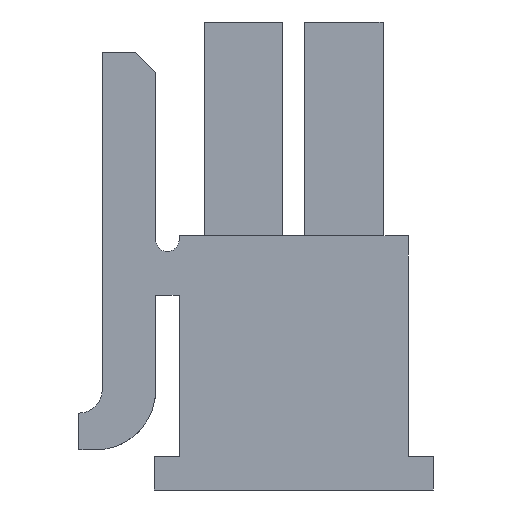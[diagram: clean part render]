
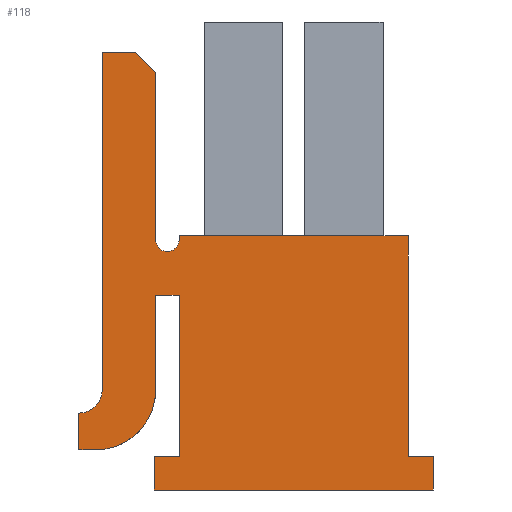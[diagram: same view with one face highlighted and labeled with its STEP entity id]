
A CAD part, front view. The second image highlights one B-rep face of the part: STEP entity #118.
In plain terms, the highlighted planar face has unit normal (0, -1, 0).
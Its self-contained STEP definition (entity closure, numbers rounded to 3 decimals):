
#118 = ADVANCED_FACE( '', ( #269 ), #270, .F. );
#269 = FACE_OUTER_BOUND( '', #452, .T. );
#270 = PLANE( '', #453 );
#452 = EDGE_LOOP( '', ( #733, #734, #735, #736, #737, #738, #739, #740, #741, #742, #743, #744, #745, #746, #747, #748, #749, #750, #751, #752 ) );
#453 = AXIS2_PLACEMENT_3D( '', #753, #754, #755 );
#733 = ORIENTED_EDGE( '', *, *, #1120, .F. );
#734 = ORIENTED_EDGE( '', *, *, #1204, .T. );
#735 = ORIENTED_EDGE( '', *, *, #1205, .F. );
#736 = ORIENTED_EDGE( '', *, *, #1206, .F. );
#737 = ORIENTED_EDGE( '', *, *, #1161, .T. );
#738 = ORIENTED_EDGE( '', *, *, #1207, .T. );
#739 = ORIENTED_EDGE( '', *, *, #1154, .T. );
#740 = ORIENTED_EDGE( '', *, *, #1208, .T. );
#741 = ORIENTED_EDGE( '', *, *, #1209, .T. );
#742 = ORIENTED_EDGE( '', *, *, #1187, .T. );
#743 = ORIENTED_EDGE( '', *, *, #1130, .T. );
#744 = ORIENTED_EDGE( '', *, *, #1140, .T. );
#745 = ORIENTED_EDGE( '', *, *, #1210, .T. );
#746 = ORIENTED_EDGE( '', *, *, #1211, .T. );
#747 = ORIENTED_EDGE( '', *, *, #1107, .T. );
#748 = ORIENTED_EDGE( '', *, *, #1212, .F. );
#749 = ORIENTED_EDGE( '', *, *, #1213, .F. );
#750 = ORIENTED_EDGE( '', *, *, #1166, .T. );
#751 = ORIENTED_EDGE( '', *, *, #1174, .F. );
#752 = ORIENTED_EDGE( '', *, *, #1214, .F. );
#753 = CARTESIAN_POINT( '', ( 0., -1.925, 0. ) );
#754 = DIRECTION( '', ( 0., 1., 0. ) );
#755 = DIRECTION( '', ( 0., 0., 1. ) );
#1107 = EDGE_CURVE( '', #1322, #1320, #1323, .T. );
#1120 = EDGE_CURVE( '', #1344, #1345, #1346, .T. );
#1130 = EDGE_CURVE( '', #1362, #1363, #1364, .T. );
#1140 = EDGE_CURVE( '', #1363, #1380, #1381, .T. );
#1154 = EDGE_CURVE( '', #1404, #1405, #1406, .T. );
#1161 = EDGE_CURVE( '', #1418, #1416, #1419, .T. );
#1166 = EDGE_CURVE( '', #1427, #1425, #1428, .T. );
#1174 = EDGE_CURVE( '', #1438, #1425, #1440, .T. );
#1187 = EDGE_CURVE( '', #1459, #1362, #1460, .T. );
#1204 = EDGE_CURVE( '', #1344, #1488, #1489, .T. );
#1205 = EDGE_CURVE( '', #1490, #1488, #1491, .T. );
#1206 = EDGE_CURVE( '', #1418, #1490, #1492, .T. );
#1207 = EDGE_CURVE( '', #1416, #1404, #1493, .T. );
#1208 = EDGE_CURVE( '', #1405, #1494, #1495, .T. );
#1209 = EDGE_CURVE( '', #1494, #1459, #1496, .T. );
#1210 = EDGE_CURVE( '', #1380, #1497, #1498, .T. );
#1211 = EDGE_CURVE( '', #1497, #1322, #1499, .T. );
#1212 = EDGE_CURVE( '', #1500, #1320, #1501, .T. );
#1213 = EDGE_CURVE( '', #1427, #1500, #1502, .T. );
#1214 = EDGE_CURVE( '', #1345, #1438, #1503, .T. );
#1320 = VERTEX_POINT( '', #1637 );
#1322 = VERTEX_POINT( '', #1640 );
#1323 = LINE( '', #1641, #1642 );
#1344 = VERTEX_POINT( '', #1672 );
#1345 = VERTEX_POINT( '', #1673 );
#1346 = LINE( '', #1674, #1675 );
#1362 = VERTEX_POINT( '', #1698 );
#1363 = VERTEX_POINT( '', #1699 );
#1364 = LINE( '', #1700, #1701 );
#1380 = VERTEX_POINT( '', #1724 );
#1381 = LINE( '', #1725, #1726 );
#1404 = VERTEX_POINT( '', #1759 );
#1405 = VERTEX_POINT( '', #1760 );
#1406 = LINE( '', #1761, #1762 );
#1416 = VERTEX_POINT( '', #1775 );
#1418 = VERTEX_POINT( '', #1778 );
#1419 = CIRCLE( '', #1779, 0.35 );
#1425 = VERTEX_POINT( '', #1787 );
#1427 = VERTEX_POINT( '', #1790 );
#1428 = LINE( '', #1791, #1792 );
#1438 = VERTEX_POINT( '', #1807 );
#1440 = LINE( '', #1810, #1811 );
#1459 = VERTEX_POINT( '', #1839 );
#1460 = CIRCLE( '', #1840, 0.7 );
#1488 = VERTEX_POINT( '', #1880 );
#1489 = LINE( '', #1881, #1882 );
#1490 = VERTEX_POINT( '', #1883 );
#1491 = LINE( '', #1884, #1885 );
#1492 = LINE( '', #1886, #1887 );
#1493 = LINE( '', #1888, #1889 );
#1494 = VERTEX_POINT( '', #1890 );
#1495 = LINE( '', #1891, #1892 );
#1496 = LINE( '', #1893, #1894 );
#1497 = VERTEX_POINT( '', #1895 );
#1498 = CIRCLE( '', #1896, 1.8 );
#1499 = LINE( '', #1897, #1898 );
#1500 = VERTEX_POINT( '', #1899 );
#1501 = LINE( '', #1900, #1901 );
#1502 = LINE( '', #1902, #1903 );
#1503 = LINE( '', #1904, #1905 );
#1637 = CARTESIAN_POINT( '', ( -3.8, -1.925, 2.03 ) );
#1640 = CARTESIAN_POINT( '', ( -4.5, -1.925, 2.03 ) );
#1641 = CARTESIAN_POINT( '', ( -4.5, -1.925, 2.03 ) );
#1642 = VECTOR( '', #2096, 1000. );
#1672 = CARTESIAN_POINT( '', ( 3.05, -1.925, -2.8 ) );
#1673 = CARTESIAN_POINT( '', ( 3.8, -1.925, -2.8 ) );
#1674 = CARTESIAN_POINT( '', ( 0., -1.925, -2.8 ) );
#1675 = VECTOR( '', #2106, 1000. );
#1698 = CARTESIAN_POINT( '', ( -6.8, -1.925, -1.5 ) );
#1699 = CARTESIAN_POINT( '', ( -6.8, -1.925, -2.6 ) );
#1700 = CARTESIAN_POINT( '', ( -6.8, -1.925, -1.5 ) );
#1701 = VECTOR( '', #2114, 1000. );
#1724 = CARTESIAN_POINT( '', ( -6.3, -1.925, -2.6 ) );
#1725 = CARTESIAN_POINT( '', ( -6.8, -1.925, -2.6 ) );
#1726 = VECTOR( '', #2122, 1000. );
#1759 = CARTESIAN_POINT( '', ( -4.5, -1.925, 8.7 ) );
#1760 = CARTESIAN_POINT( '', ( -5.1, -1.925, 9.3 ) );
#1761 = CARTESIAN_POINT( '', ( -4.5, -1.925, 8.7 ) );
#1762 = VECTOR( '', #2133, 1000. );
#1775 = CARTESIAN_POINT( '', ( -4.5, -1.925, 3.68 ) );
#1778 = CARTESIAN_POINT( '', ( -3.8, -1.925, 3.68 ) );
#1779 = AXIS2_PLACEMENT_3D( '', #2141, #2142, #2143 );
#1787 = CARTESIAN_POINT( '', ( -4.55, -1.925, -3.8 ) );
#1790 = CARTESIAN_POINT( '', ( -4.55, -1.925, -2.8 ) );
#1791 = CARTESIAN_POINT( '', ( -4.55, -1.925, -2.8 ) );
#1792 = VECTOR( '', #2147, 1000. );
#1807 = CARTESIAN_POINT( '', ( 3.8, -1.925, -3.8 ) );
#1810 = CARTESIAN_POINT( '', ( 3.8, -1.925, -3.8 ) );
#1811 = VECTOR( '', #2154, 1000. );
#1839 = CARTESIAN_POINT( '', ( -6.1, -1.925, -0.8 ) );
#1840 = AXIS2_PLACEMENT_3D( '', #2164, #2165, #2166 );
#1880 = CARTESIAN_POINT( '', ( 3.05, -1.925, 3.8 ) );
#1881 = CARTESIAN_POINT( '', ( 3.05, -1.925, -2.8 ) );
#1882 = VECTOR( '', #2182, 1000. );
#1883 = CARTESIAN_POINT( '', ( -3.8, -1.925, 3.8 ) );
#1884 = CARTESIAN_POINT( '', ( -3.8, -1.925, 3.8 ) );
#1885 = VECTOR( '', #2183, 1000. );
#1886 = CARTESIAN_POINT( '', ( -3.8, -1.925, -3.8 ) );
#1887 = VECTOR( '', #2184, 1000. );
#1888 = CARTESIAN_POINT( '', ( -4.5, -1.925, 3.68 ) );
#1889 = VECTOR( '', #2185, 1000. );
#1890 = CARTESIAN_POINT( '', ( -6.1, -1.925, 9.3 ) );
#1891 = CARTESIAN_POINT( '', ( -5.1, -1.925, 9.3 ) );
#1892 = VECTOR( '', #2186, 1000. );
#1893 = CARTESIAN_POINT( '', ( -6.1, -1.925, 9.3 ) );
#1894 = VECTOR( '', #2187, 1000. );
#1895 = CARTESIAN_POINT( '', ( -4.5, -1.925, -0.8 ) );
#1896 = AXIS2_PLACEMENT_3D( '', #2188, #2189, #2190 );
#1897 = CARTESIAN_POINT( '', ( -4.5, -1.925, -0.8 ) );
#1898 = VECTOR( '', #2191, 1000. );
#1899 = CARTESIAN_POINT( '', ( -3.8, -1.925, -2.8 ) );
#1900 = CARTESIAN_POINT( '', ( -3.8, -1.925, -3.8 ) );
#1901 = VECTOR( '', #2192, 1000. );
#1902 = CARTESIAN_POINT( '', ( -4.55, -1.925, -2.8 ) );
#1903 = VECTOR( '', #2193, 1000. );
#1904 = CARTESIAN_POINT( '', ( 3.8, -1.925, 3.8 ) );
#1905 = VECTOR( '', #2194, 1000. );
#2096 = DIRECTION( '', ( 1., 0., 0. ) );
#2106 = DIRECTION( '', ( 1., 0., 0. ) );
#2114 = DIRECTION( '', ( 0., 0., -1. ) );
#2122 = DIRECTION( '', ( 1., 0., 0. ) );
#2133 = DIRECTION( '', ( -0.707, 0., 0.707 ) );
#2141 = CARTESIAN_POINT( '', ( -4.15, -1.925, 3.68 ) );
#2142 = DIRECTION( '', ( 0., 1., 0. ) );
#2143 = DIRECTION( '', ( 1., 0., 0. ) );
#2147 = DIRECTION( '', ( 0., 0., -1. ) );
#2154 = DIRECTION( '', ( -1., 0., 0. ) );
#2164 = CARTESIAN_POINT( '', ( -6.8, -1.925, -0.8 ) );
#2165 = DIRECTION( '', ( 0., 1., 0. ) );
#2166 = DIRECTION( '', ( -1., 0., 0. ) );
#2182 = DIRECTION( '', ( 0., 0., 1. ) );
#2183 = DIRECTION( '', ( 1., 0., 0. ) );
#2184 = DIRECTION( '', ( 0., 0., 1. ) );
#2185 = DIRECTION( '', ( 0., 0., 1. ) );
#2186 = DIRECTION( '', ( -1., 0., 0. ) );
#2187 = DIRECTION( '', ( 0., 0., -1. ) );
#2188 = CARTESIAN_POINT( '', ( -6.3, -1.925, -0.8 ) );
#2189 = DIRECTION( '', ( 0., -1., 0. ) );
#2190 = DIRECTION( '', ( -1., 0., 0. ) );
#2191 = DIRECTION( '', ( 0., 0., 1. ) );
#2192 = DIRECTION( '', ( 0., 0., 1. ) );
#2193 = DIRECTION( '', ( 1., 0., 0. ) );
#2194 = DIRECTION( '', ( 0., 0., -1. ) );
